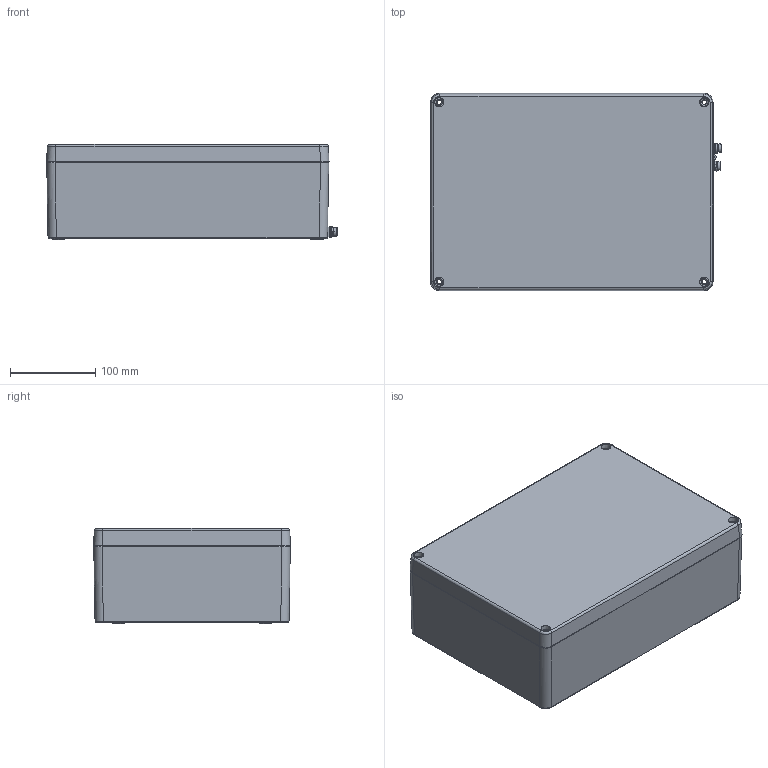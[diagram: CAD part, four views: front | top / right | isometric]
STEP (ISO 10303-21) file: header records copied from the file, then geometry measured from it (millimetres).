
FILE_DESCRIPTION(('FreeCAD Model'),'2;1');
FILE_NAME('GBAEX330230111.step', '2026-03-27T11:56:10',('Author'),(''), 'Open CASCADE STEP processor 7.3','FreeCAD','Unknown');
FILE_SCHEMA(('AUTOMOTIVE_DESIGN { 1 0 10303 214 1 1 1 1 }'));
Length unit declared in the file: millimetre
Products named in the file (4): GBAEX330230111; ALU_BASE_330230111; ALU_LID_330230111; M6_DOUBLE_EARTHING
Assembly tree (3 placements, depth 2):
  GBAEX330230111
    ALU_BASE_330230111
    ALU_LID_330230111
    M6_DOUBLE_EARTHING
Bounding box: 340.34 x 230.52 x 111.25 mm (x, y, z)
Volume: 1326697.5 mm3; surface area: 565207.4 mm2
Topology: 9 solids, 9 shells, 2540 faces, 7873 edges, 6829 vertices
Faces by surface type: bspline 1113, plane 1077, cylinder 306, cone 44
Entity records: 128246 total; most frequent: CARTESIAN_POINT 67206, ORIENTED_EDGE 14786, DIRECTION 7700, EDGE_CURVE 7393, VERTEX_POINT 4989, LINE 3662, VECTOR 3662, B_SPLINE_CURVE_WITH_KNOTS 3511
